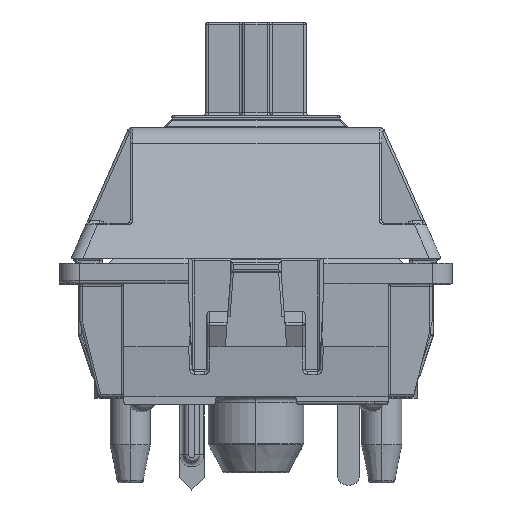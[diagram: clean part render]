
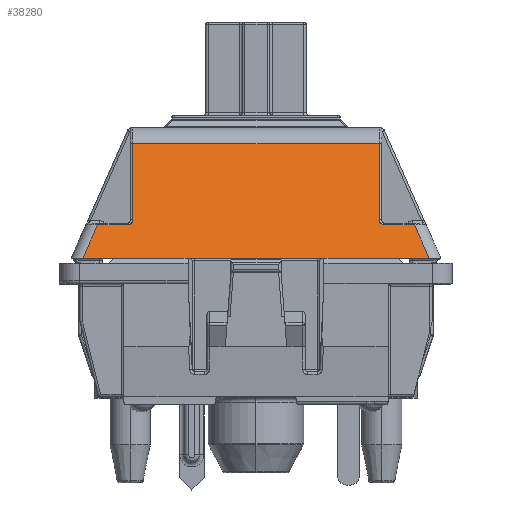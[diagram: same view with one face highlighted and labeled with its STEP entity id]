
A CAD part, top view. The second image highlights one B-rep face of the part: STEP entity #38280.
In plain terms, the highlighted planar face has unit normal (0, 0.359, 0.933).
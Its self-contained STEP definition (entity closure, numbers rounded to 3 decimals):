
#797 = VERTEX_POINT ( 'NONE', #34554 ) ;
#2033 = CARTESIAN_POINT ( 'NONE',  ( 12.45, 1.336, -0.514 ) ) ;
#2038 = CARTESIAN_POINT ( 'NONE',  ( 2.35, 4.559, -1.753 ) ) ;
#2340 = CARTESIAN_POINT ( 'NONE',  ( 12.25, 1.536, -0.591 ) ) ;
#2977 = CARTESIAN_POINT ( 'NONE',  ( 0.467, 0., 0. ) ) ;
#3828 = CARTESIAN_POINT ( 'NONE',  ( 2.45, 1.4, -0.538 ) ) ;
#5358 = DIRECTION ( 'NONE',  ( -1., 0., 0. ) ) ;
#5464 = CARTESIAN_POINT ( 'NONE',  ( 13.642, 1.336, -0.514 ) ) ;
#6601 = DIRECTION ( 'NONE',  ( 0., -0.359, -0.933 ) ) ;
#7495 = VECTOR ( 'NONE', #9341, 1000. ) ;
#7780 = VECTOR ( 'NONE', #22394, 1000. ) ;
#8061 = EDGE_CURVE ( 'NONE', #38524, #14867, #22034, .T. ) ;
#8858 = CARTESIAN_POINT ( 'NONE',  ( 12.45, 1.336, -0.514 ) ) ;
#9341 = DIRECTION ( 'NONE',  ( -1., 0., 0. ) ) ;
#9353 = LINE ( 'NONE', #36184, #29227 ) ;
#9407 = ORIENTED_EDGE ( 'NONE', *, *, #22051, .T. ) ;
#9577 = CARTESIAN_POINT ( 'NONE',  ( 2.25, 1.336, -0.514 ) ) ;
#10630 = LINE ( 'NONE', #3828, #35339 ) ;
#11037 = EDGE_LOOP ( 'NONE', ( #11405, #38204, #29107, #17510, #23105, #43683, #9407, #40602, #32639, #14223 ) ) ;
#11298 = EDGE_CURVE ( 'NONE', #11871, #14867, #11440, .T. ) ;
#11405 = ORIENTED_EDGE ( 'NONE', *, *, #8061, .F. ) ;
#11419 = FACE_OUTER_BOUND ( 'NONE', #11037, .T. ) ;
#11440 = LINE ( 'NONE', #29035, #39852 ) ;
#11871 = VERTEX_POINT ( 'NONE', #5464 ) ;
#12600 = VECTOR ( 'NONE', #40136, 1000. ) ;
#14174 = CARTESIAN_POINT ( 'NONE',  ( 2.45, 1.536, -0.591 ) ) ;
#14186 = CARTESIAN_POINT ( 'NONE',  ( 1.058, 1.336, -0.514 ) ) ;
#14223 = ORIENTED_EDGE ( 'NONE', *, *, #11298, .T. ) ;
#14867 = VERTEX_POINT ( 'NONE', #8858 ) ;
#16297 = EDGE_CURVE ( 'NONE', #797, #11871, #24929, .T. ) ;
#17510 = ORIENTED_EDGE ( 'NONE', *, *, #33033, .T. ) ;
#19543 = CARTESIAN_POINT ( 'NONE',  ( 0., 1.336, -0.514 ) ) ;
#21908 = EDGE_CURVE ( 'NONE', #30683, #23020, #25907, .T. ) ;
#22034 =( BOUNDED_CURVE ( )  B_SPLINE_CURVE ( 3, ( #2340, #30086, #43905, #2033 ),
 .UNSPECIFIED., .F., .F. ) 
 B_SPLINE_CURVE_WITH_KNOTS ( ( 4, 4 ),
 ( 4.712, 6.283 ),
 .UNSPECIFIED. ) 
 CURVE ( )  GEOMETRIC_REPRESENTATION_ITEM ( )  RATIONAL_B_SPLINE_CURVE ( ( 1., 0.805, 0.805, 1. ) ) 
 REPRESENTATION_ITEM ( '' )  );
#22051 = EDGE_CURVE ( 'NONE', #33101, #23233, #9353, .T. ) ;
#22167 = AXIS2_PLACEMENT_3D ( 'NONE', #34343, #6601, #37362 ) ;
#22394 = DIRECTION ( 'NONE',  ( 1., 0., 0. ) ) ;
#22990 = CARTESIAN_POINT ( 'NONE',  ( 2.45, 4.559, -1.753 ) ) ;
#23020 = VERTEX_POINT ( 'NONE', #32410 ) ;
#23105 = ORIENTED_EDGE ( 'NONE', *, *, #21908, .F. ) ;
#23233 = VERTEX_POINT ( 'NONE', #2977 ) ;
#23897 = VERTEX_POINT ( 'NONE', #38640 ) ;
#24929 = LINE ( 'NONE', #30051, #12600 ) ;
#25707 = LINE ( 'NONE', #19543, #7495 ) ;
#25907 =( BOUNDED_CURVE ( )  B_SPLINE_CURVE ( 3, ( #31552, #41780, #31706, #14174 ),
 .UNSPECIFIED., .F., .F. ) 
 B_SPLINE_CURVE_WITH_KNOTS ( ( 4, 4 ),
 ( 3.142, 4.712 ),
 .UNSPECIFIED. ) 
 CURVE ( )  GEOMETRIC_REPRESENTATION_ITEM ( )  RATIONAL_B_SPLINE_CURVE ( ( 1., 0.805, 0.805, 1. ) ) 
 REPRESENTATION_ITEM ( '' )  );
#25962 = DIRECTION ( 'NONE',  ( -0.382, -0.863, 0.332 ) ) ;
#28910 = CARTESIAN_POINT ( 'NONE',  ( 12.25, 1.536, -0.591 ) ) ;
#29035 = CARTESIAN_POINT ( 'NONE',  ( 0., 1.336, -0.514 ) ) ;
#29107 = ORIENTED_EDGE ( 'NONE', *, *, #38670, .T. ) ;
#29152 = EDGE_CURVE ( 'NONE', #30683, #33101, #25707, .T. ) ;
#29227 = VECTOR ( 'NONE', #25962, 1000. ) ;
#29593 = EDGE_CURVE ( 'NONE', #38524, #23897, #38635, .T. ) ;
#29767 = LINE ( 'NONE', #39245, #7780 ) ;
#30051 = CARTESIAN_POINT ( 'NONE',  ( 10.195, 9.128, -3.511 ) ) ;
#30086 = CARTESIAN_POINT ( 'NONE',  ( 12.25, 1.419, -0.546 ) ) ;
#30683 = VERTEX_POINT ( 'NONE', #9577 ) ;
#31552 = CARTESIAN_POINT ( 'NONE',  ( 2.25, 1.336, -0.514 ) ) ;
#31706 = CARTESIAN_POINT ( 'NONE',  ( 2.45, 1.419, -0.546 ) ) ;
#32400 = VERTEX_POINT ( 'NONE', #22990 ) ;
#32410 = CARTESIAN_POINT ( 'NONE',  ( 2.45, 1.536, -0.591 ) ) ;
#32639 = ORIENTED_EDGE ( 'NONE', *, *, #16297, .T. ) ;
#32993 = CARTESIAN_POINT ( 'NONE',  ( 12.25, 4.559, -1.753 ) ) ;
#33033 = EDGE_CURVE ( 'NONE', #32400, #23020, #10630, .T. ) ;
#33101 = VERTEX_POINT ( 'NONE', #14186 ) ;
#33105 = DIRECTION ( 'NONE',  ( -1., 0., 0. ) ) ;
#34343 = CARTESIAN_POINT ( 'NONE',  ( 0., 5.2, -2. ) ) ;
#34554 = CARTESIAN_POINT ( 'NONE',  ( 14.233, 0., 0. ) ) ;
#35339 = VECTOR ( 'NONE', #42092, 1000. ) ;
#36184 = CARTESIAN_POINT ( 'NONE',  ( 2.364, 4.289, -1.65 ) ) ;
#36587 = LINE ( 'NONE', #2038, #38751 ) ;
#36991 = VECTOR ( 'NONE', #40051, 1000. ) ;
#37203 = PLANE ( 'NONE',  #22167 ) ;
#37362 = DIRECTION ( 'NONE',  ( 1., 0., 0. ) ) ;
#38204 = ORIENTED_EDGE ( 'NONE', *, *, #29593, .T. ) ;
#38280 = ADVANCED_FACE ( 'NONE', ( #11419 ), #37203, .F. ) ;
#38524 = VERTEX_POINT ( 'NONE', #28910 ) ;
#38635 = LINE ( 'NONE', #32993, #36991 ) ;
#38640 = CARTESIAN_POINT ( 'NONE',  ( 12.25, 4.559, -1.753 ) ) ;
#38670 = EDGE_CURVE ( 'NONE', #23897, #32400, #36587, .T. ) ;
#38751 = VECTOR ( 'NONE', #33105, 1000. ) ;
#39245 = CARTESIAN_POINT ( 'NONE',  ( 0., 0., 0. ) ) ;
#39852 = VECTOR ( 'NONE', #5358, 1000. ) ;
#40051 = DIRECTION ( 'NONE',  ( 0., 0.933, -0.359 ) ) ;
#40136 = DIRECTION ( 'NONE',  ( -0.382, 0.863, -0.332 ) ) ;
#40602 = ORIENTED_EDGE ( 'NONE', *, *, #43640, .T. ) ;
#41780 = CARTESIAN_POINT ( 'NONE',  ( 2.367, 1.336, -0.514 ) ) ;
#42092 = DIRECTION ( 'NONE',  ( 0., -0.933, 0.359 ) ) ;
#43640 = EDGE_CURVE ( 'NONE', #23233, #797, #29767, .T. ) ;
#43683 = ORIENTED_EDGE ( 'NONE', *, *, #29152, .T. ) ;
#43905 = CARTESIAN_POINT ( 'NONE',  ( 12.333, 1.336, -0.514 ) ) ;
